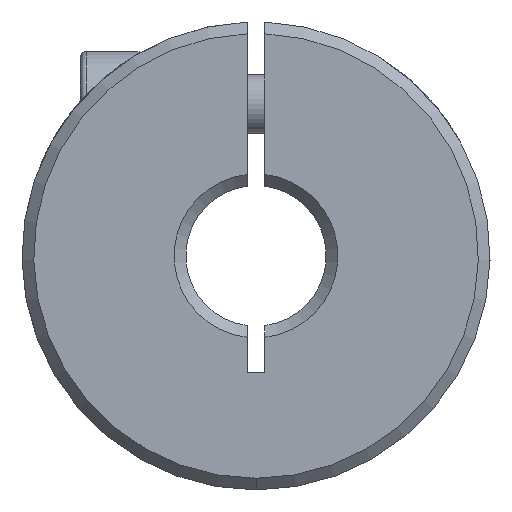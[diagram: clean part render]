
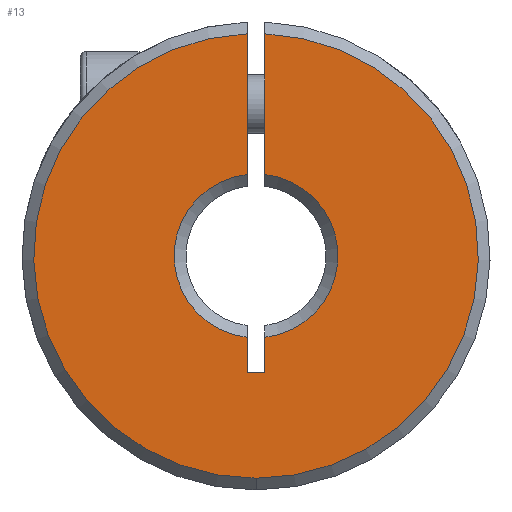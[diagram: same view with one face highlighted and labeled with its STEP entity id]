
A CAD part, left-side view. The second image highlights one B-rep face of the part: STEP entity #13.
In plain terms, the highlighted planar face has unit normal (-1, 0, 0).
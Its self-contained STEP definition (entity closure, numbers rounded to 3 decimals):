
#13 = ADVANCED_FACE ( 'NONE', ( #496 ), #1928, .F. ) ;
#98 = EDGE_CURVE ( 'NONE', #1778, #1818, #628, .T. ) ;
#111 = EDGE_CURVE ( 'NONE', #1828, #1827, #649, .T. ) ;
#115 = EDGE_CURVE ( 'NONE', #1818, #1837, #656, .T. ) ;
#128 = EDGE_CURVE ( 'NONE', #1827, #1812, #673, .T. ) ;
#130 = EDGE_CURVE ( 'NONE', #1813, #1777, #674, .T. ) ;
#131 = EDGE_CURVE ( 'NONE', #1838, #1828, #669, .T. ) ;
#132 = EDGE_CURVE ( 'NONE', #1837, #1838, #675, .T. ) ;
#173 = EDGE_CURVE ( 'NONE', #1777, #1778, #1405, .T. ) ;
#217 = EDGE_CURVE ( 'NONE', #1812, #1813, #1454, .T. ) ;
#234 = AXIS2_PLACEMENT_3D ( 'NONE', #1913, #1933, #1934 ) ;
#308 = AXIS2_PLACEMENT_3D ( 'NONE', #827, #835, #836 ) ;
#309 = AXIS2_PLACEMENT_3D ( 'NONE', #796, #800, #801 ) ;
#313 = AXIS2_PLACEMENT_3D ( 'NONE', #837, #842, #843 ) ;
#338 = AXIS2_PLACEMENT_3D ( 'NONE', #952, #954, #955 ) ;
#380 = EDGE_LOOP ( 'NONE', ( #2118, #2119, #2120, #2121, #2122, #2123, #2124, #2125, #2126 ) ) ;
#496 = FACE_OUTER_BOUND ( 'NONE', #380, .T. ) ;
#628 = LINE ( 'NONE', #748, #629 ) ;
#629 = VECTOR ( 'NONE', #755, 1000. ) ;
#649 = LINE ( 'NONE', #789, #650 ) ;
#650 = VECTOR ( 'NONE', #790, 1000. ) ;
#656 = CIRCLE ( 'NONE', #309, 3.5 ) ;
#669 = LINE ( 'NONE', #844, #670 ) ;
#670 = VECTOR ( 'NONE', #845, 1000. ) ;
#673 = CIRCLE ( 'NONE', #308, 3.5 ) ;
#674 = CIRCLE ( 'NONE', #313, 9.5 ) ;
#675 = LINE ( 'NONE', #846, #2359 ) ;
#748 = CARTESIAN_POINT ( 'NONE',  ( -10., -0.375, 9.993 ) ) ;
#755 = DIRECTION ( 'NONE',  ( 0., 0., -1. ) ) ;
#789 = CARTESIAN_POINT ( 'NONE',  ( -10., 0.375, 9.993 ) ) ;
#790 = DIRECTION ( 'NONE',  ( 0., 0., 1. ) ) ;
#796 = CARTESIAN_POINT ( 'NONE',  ( -10., 0., 0. ) ) ;
#800 = DIRECTION ( 'NONE',  ( 1., 0., 0. ) ) ;
#801 = DIRECTION ( 'NONE',  ( 0., 0., -1. ) ) ;
#827 = CARTESIAN_POINT ( 'NONE',  ( -10., 0., 0. ) ) ;
#835 = DIRECTION ( 'NONE',  ( 1., 0., 0. ) ) ;
#836 = DIRECTION ( 'NONE',  ( 0., 0., -1. ) ) ;
#837 = CARTESIAN_POINT ( 'NONE',  ( -10., 0., 0. ) ) ;
#842 = DIRECTION ( 'NONE',  ( -1., 0., 0. ) ) ;
#843 = DIRECTION ( 'NONE',  ( 0., 0., -1. ) ) ;
#844 = CARTESIAN_POINT ( 'NONE',  ( -10., 0.375, -5. ) ) ;
#845 = DIRECTION ( 'NONE',  ( 0., 1., 0. ) ) ;
#846 = CARTESIAN_POINT ( 'NONE',  ( -10., -0.375, 9.993 ) ) ;
#847 = DIRECTION ( 'NONE',  ( 0., 0., -1. ) ) ;
#952 = CARTESIAN_POINT ( 'NONE',  ( -10., 0., 0. ) ) ;
#954 = DIRECTION ( 'NONE',  ( -1., 0., 0. ) ) ;
#955 = DIRECTION ( 'NONE',  ( 0., 0., -1. ) ) ;
#1238 = CARTESIAN_POINT ( 'NONE',  ( -10., 0.375, 9.993 ) ) ;
#1239 = DIRECTION ( 'NONE',  ( 0., 0., 1. ) ) ;
#1292 = CARTESIAN_POINT ( 'NONE',  ( -10., 0., -9.5 ) ) ;
#1301 = CARTESIAN_POINT ( 'NONE',  ( -10., -0.375, 9.493 ) ) ;
#1333 = CARTESIAN_POINT ( 'NONE',  ( -10., 0.375, 3.48 ) ) ;
#1334 = CARTESIAN_POINT ( 'NONE',  ( -10., 0.375, 9.493 ) ) ;
#1339 = CARTESIAN_POINT ( 'NONE',  ( -10., -0.375, 3.48 ) ) ;
#1348 = CARTESIAN_POINT ( 'NONE',  ( -10., 0.375, -3.48 ) ) ;
#1405 = CIRCLE ( 'NONE', #338, 9.5 ) ;
#1454 = LINE ( 'NONE', #1238, #1455 ) ;
#1455 = VECTOR ( 'NONE', #1239, 1000. ) ;
#1540 = CARTESIAN_POINT ( 'NONE',  ( -10., 0.375, -5. ) ) ;
#1549 = CARTESIAN_POINT ( 'NONE',  ( -10., -0.375, -3.48 ) ) ;
#1550 = CARTESIAN_POINT ( 'NONE',  ( -10., -0.375, -5. ) ) ;
#1777 = VERTEX_POINT ( 'NONE', #1292 ) ;
#1778 = VERTEX_POINT ( 'NONE', #1301 ) ;
#1812 = VERTEX_POINT ( 'NONE', #1333 ) ;
#1813 = VERTEX_POINT ( 'NONE', #1334 ) ;
#1818 = VERTEX_POINT ( 'NONE', #1339 ) ;
#1827 = VERTEX_POINT ( 'NONE', #1348 ) ;
#1828 = VERTEX_POINT ( 'NONE', #1540 ) ;
#1837 = VERTEX_POINT ( 'NONE', #1549 ) ;
#1838 = VERTEX_POINT ( 'NONE', #1550 ) ;
#1913 = CARTESIAN_POINT ( 'NONE',  ( -10., 0., 0. ) ) ;
#1928 = PLANE ( 'NONE',  #234 ) ;
#1933 = DIRECTION ( 'NONE',  ( 1., 0., 0. ) ) ;
#1934 = DIRECTION ( 'NONE',  ( 0., 0., -1. ) ) ;
#2118 = ORIENTED_EDGE ( 'NONE', *, *, #111, .T. ) ;
#2119 = ORIENTED_EDGE ( 'NONE', *, *, #128, .T. ) ;
#2120 = ORIENTED_EDGE ( 'NONE', *, *, #217, .T. ) ;
#2121 = ORIENTED_EDGE ( 'NONE', *, *, #130, .T. ) ;
#2122 = ORIENTED_EDGE ( 'NONE', *, *, #173, .T. ) ;
#2123 = ORIENTED_EDGE ( 'NONE', *, *, #98, .T. ) ;
#2124 = ORIENTED_EDGE ( 'NONE', *, *, #115, .T. ) ;
#2125 = ORIENTED_EDGE ( 'NONE', *, *, #132, .T. ) ;
#2126 = ORIENTED_EDGE ( 'NONE', *, *, #131, .T. ) ;
#2359 = VECTOR ( 'NONE', #847, 1000. ) ;
